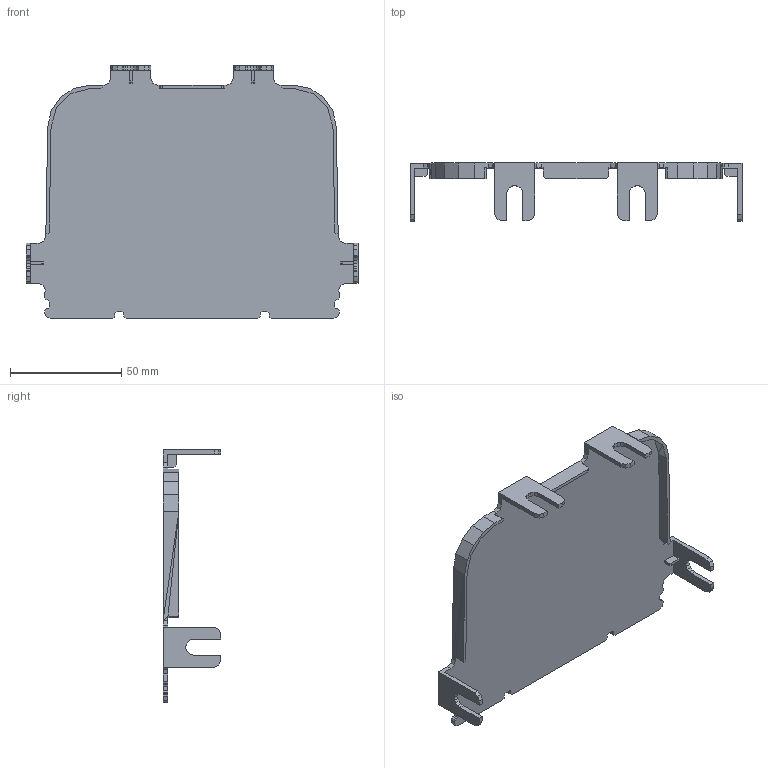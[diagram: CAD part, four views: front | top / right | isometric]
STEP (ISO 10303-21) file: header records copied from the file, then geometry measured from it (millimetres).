
FILE_DESCRIPTION(('FreeCAD Model'),'2;1');
FILE_NAME('Open CASCADE Shape Model','2022-11-28T17:24:30',('Author'),( ''),'Open CASCADE STEP processor 7.6','FreeCAD','Unknown');
FILE_SCHEMA(('AUTOMOTIVE_DESIGN { 1 0 10303 214 1 1 1 1 }'));
Length unit declared in the file: millimetre
Products named in the file (1): _20mm_end_cap001001 (Solid)
Bounding box: 149.2 x 26 x 113.5 mm (x, y, z)
Volume: 35193.1 mm3; surface area: 34636.2 mm2
Topology: 1 solids, 1 shells, 233 faces, 671 edges, 440 vertices
Faces by surface type: plane 233
Entity records: 16194 total; most frequent: CARTESIAN_POINT 2687, DIRECTION 2481, LINE 2013, VECTOR 2013, ORIENTED_EDGE 1342, PCURVE 1342, DEFINITIONAL_REPRESENTATION 1342, EDGE_CURVE 671
